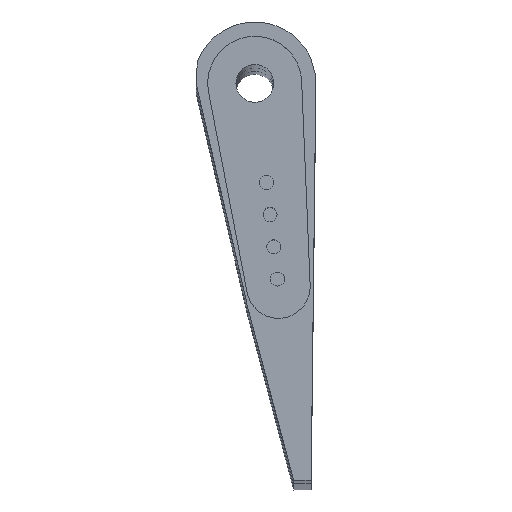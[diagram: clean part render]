
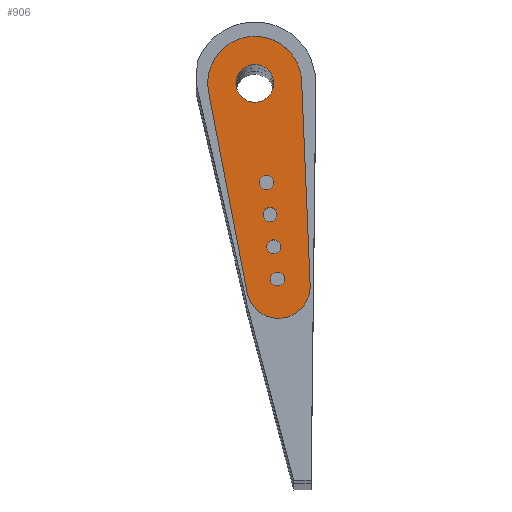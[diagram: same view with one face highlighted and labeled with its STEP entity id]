
A CAD part, top view. The second image highlights one B-rep face of the part: STEP entity #906.
In plain terms, the highlighted planar face has unit normal (0, 0, 1).
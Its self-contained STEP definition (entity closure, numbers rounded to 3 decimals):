
#40=FACE_BOUND('',#318,.T.);
#41=FACE_BOUND('',#319,.T.);
#42=FACE_BOUND('',#320,.T.);
#43=FACE_BOUND('',#321,.T.);
#44=FACE_BOUND('',#322,.T.);
#79=LINE('',#1995,#137);
#80=LINE('',#1999,#138);
#137=VECTOR('',#1110,10.);
#138=VECTOR('',#1113,10.);
#189=PLANE('',#992);
#216=CIRCLE('',#988,2.);
#219=CIRCLE('',#993,3.369);
#220=CIRCLE('',#994,4.982);
#221=CIRCLE('',#995,0.75);
#222=CIRCLE('',#996,0.75);
#223=CIRCLE('',#997,0.75);
#224=CIRCLE('',#998,0.75);
#255=FACE_OUTER_BOUND('',#317,.T.);
#317=EDGE_LOOP('',(#697,#698,#699,#700));
#318=EDGE_LOOP('',(#701));
#319=EDGE_LOOP('',(#702));
#320=EDGE_LOOP('',(#703));
#321=EDGE_LOOP('',(#704));
#322=EDGE_LOOP('',(#705));
#431=VERTEX_POINT('',#1980);
#436=VERTEX_POINT('',#1993);
#437=VERTEX_POINT('',#1994);
#438=VERTEX_POINT('',#1996);
#439=VERTEX_POINT('',#1998);
#440=VERTEX_POINT('',#2001);
#441=VERTEX_POINT('',#2003);
#442=VERTEX_POINT('',#2005);
#443=VERTEX_POINT('',#2007);
#527=EDGE_CURVE('',#431,#431,#216,.T.);
#533=EDGE_CURVE('',#436,#437,#79,.T.);
#534=EDGE_CURVE('',#438,#436,#219,.T.);
#535=EDGE_CURVE('',#439,#438,#80,.T.);
#536=EDGE_CURVE('',#437,#439,#220,.T.);
#537=EDGE_CURVE('',#440,#440,#221,.T.);
#538=EDGE_CURVE('',#441,#441,#222,.T.);
#539=EDGE_CURVE('',#442,#442,#223,.T.);
#540=EDGE_CURVE('',#443,#443,#224,.T.);
#697=ORIENTED_EDGE('',*,*,#533,.F.);
#698=ORIENTED_EDGE('',*,*,#534,.F.);
#699=ORIENTED_EDGE('',*,*,#535,.F.);
#700=ORIENTED_EDGE('',*,*,#536,.F.);
#701=ORIENTED_EDGE('',*,*,#537,.T.);
#702=ORIENTED_EDGE('',*,*,#538,.T.);
#703=ORIENTED_EDGE('',*,*,#539,.T.);
#704=ORIENTED_EDGE('',*,*,#540,.T.);
#705=ORIENTED_EDGE('',*,*,#527,.F.);
#906=ADVANCED_FACE('',(#255,#40,#41,#42,#43,#44),#189,.T.);
#988=AXIS2_PLACEMENT_3D('',#1981,#1097,#1098);
#992=AXIS2_PLACEMENT_3D('',#1992,#1108,#1109);
#993=AXIS2_PLACEMENT_3D('',#1997,#1111,#1112);
#994=AXIS2_PLACEMENT_3D('',#2000,#1114,#1115);
#995=AXIS2_PLACEMENT_3D('',#2002,#1116,#1117);
#996=AXIS2_PLACEMENT_3D('',#2004,#1118,#1119);
#997=AXIS2_PLACEMENT_3D('',#2006,#1120,#1121);
#998=AXIS2_PLACEMENT_3D('',#2008,#1122,#1123);
#1097=DIRECTION('center_axis',(0.,0.,
1.));
#1098=DIRECTION('ref_axis',(1.,0.,0.));
#1108=DIRECTION('center_axis',(0.,0.,
1.));
#1109=DIRECTION('ref_axis',(1.,0.,0.));
#1110=DIRECTION('',(-0.188,0.982,0.));
#1111=DIRECTION('center_axis',(0.,0.,
-1.));
#1112=DIRECTION('ref_axis',(-0.982,-0.188,0.));
#1113=DIRECTION('',(0.042,-0.999,0.));
#1114=DIRECTION('center_axis',(0.,0.,
-1.));
#1115=DIRECTION('ref_axis',(0.999,-0.045,0.));
#1116=DIRECTION('center_axis',(0.,0.,
-1.));
#1117=DIRECTION('ref_axis',(1.,0.,0.));
#1118=DIRECTION('center_axis',(0.,0.,
-1.));
#1119=DIRECTION('ref_axis',(1.,0.,0.));
#1120=DIRECTION('center_axis',(0.,0.,
-1.));
#1121=DIRECTION('ref_axis',(1.,0.,0.));
#1122=DIRECTION('center_axis',(0.,0.,
-1.));
#1123=DIRECTION('ref_axis',(1.,0.,0.));
#1980=CARTESIAN_POINT('',(-7.023,-8.,598.001));
#1981=CARTESIAN_POINT('Origin',(-5.023,-8.,598.001));
#1992=CARTESIAN_POINT('Origin',(-4.593,-17.948,598.001));
#1993=CARTESIAN_POINT('',(-5.847,-30.14,598.001));
#1994=CARTESIAN_POINT('',(-9.98,-8.596,598.001));
#1995=CARTESIAN_POINT('',(-9.98,-8.596,598.001));
#1996=CARTESIAN_POINT('',(0.827,-29.365,598.001));
#1997=CARTESIAN_POINT('Origin',(-2.539,-29.506,598.001));
#1998=CARTESIAN_POINT('',(-0.057,-8.226,598.001));
#1999=CARTESIAN_POINT('',(0.827,-29.365,598.001));
#2000=CARTESIAN_POINT('Origin',(-5.034,-8.003,598.001));
#2001=CARTESIAN_POINT('',(-4.164,-21.899,598.001));
#2002=CARTESIAN_POINT('Origin',(-3.414,-21.899,598.001));
#2003=CARTESIAN_POINT('',(-3.768,-25.305,598.001));
#2004=CARTESIAN_POINT('Origin',(-3.018,-25.305,598.001));
#2005=CARTESIAN_POINT('',(-4.56,-18.488,598.001));
#2006=CARTESIAN_POINT('Origin',(-3.81,-18.488,598.001));
#2007=CARTESIAN_POINT('',(-3.375,-28.716,598.001));
#2008=CARTESIAN_POINT('Origin',(-2.625,-28.716,598.001));
